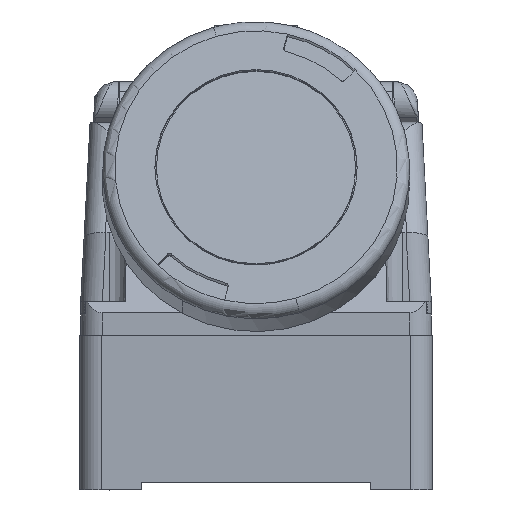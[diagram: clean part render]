
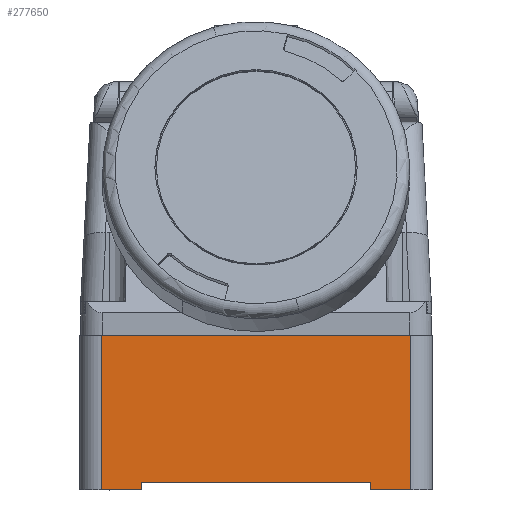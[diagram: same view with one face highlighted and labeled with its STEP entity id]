
A CAD part, front view. The second image highlights one B-rep face of the part: STEP entity #277650.
In plain terms, the highlighted face is planar.
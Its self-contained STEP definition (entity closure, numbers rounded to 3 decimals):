
#275130=CARTESIAN_POINT('',(-37.3,-50.,
-125.));
#275140=VERTEX_POINT('',#275130);
#275170=CARTESIAN_POINT('',(-37.3,-57.,
-125.));
#275180=DIRECTION('',(0.,1.,0.));
#275190=VECTOR('',#275180,1.);
#275200=LINE('',#275170,#275190);
#275210=CARTESIAN_POINT('',(-37.3,-37.,
-125.));
#275220=VERTEX_POINT('',#275210);
#275230=EDGE_CURVE('',#275140,#275220,#275200,.T.);
#276230=CARTESIAN_POINT('',(-34.8,-37.,
-125.));
#276240=DIRECTION('',(-1.,0.,
0.));
#276250=VECTOR('',#276240,1.);
#276260=LINE('',#276230,#276250);
#276270=CARTESIAN_POINT('',(-34.8,-37.,
-125.));
#276280=VERTEX_POINT('',#276270);
#276290=EDGE_CURVE('',#276280,#275220,#276260,.T.);
#277100=CARTESIAN_POINT('',(12.7,-50.,
-125.));
#277110=DIRECTION('',(0.,0.,
-1.));
#277120=DIRECTION('',(0.,1.,0.));
#277130=AXIS2_PLACEMENT_3D('',#277100,#277110,#277120);
#277140=PLANE('',#277130);
#277150=CARTESIAN_POINT('',(12.7,50.,
-125.));
#277160=DIRECTION('',(-1.,0.,
0.));
#277170=VECTOR('',#277160,1.);
#277180=LINE('',#277150,#277170);
#277190=CARTESIAN_POINT('',(12.7,50.,
-125.));
#277200=VERTEX_POINT('',#277190);
#277210=CARTESIAN_POINT('',(-37.3,50.,
-125.));
#277220=VERTEX_POINT('',#277210);
#277230=EDGE_CURVE('',#277200,#277220,#277180,.T.);
#277240=ORIENTED_EDGE('',*,*,#277230,.F.);
#277250=CARTESIAN_POINT('',(-37.3,57.,
-125.));
#277260=DIRECTION('',(0.,-1.,0.));
#277270=VECTOR('',#277260,1.);
#277280=LINE('',#277250,#277270);
#277290=CARTESIAN_POINT('',(-37.3,37.,
-125.));
#277300=VERTEX_POINT('',#277290);
#277310=EDGE_CURVE('',#277220,#277300,#277280,.T.);
#277320=ORIENTED_EDGE('',*,*,#277310,.F.);
#277330=CARTESIAN_POINT('',(-34.8,37.,
-125.));
#277340=DIRECTION('',(-1.,0.,
0.));
#277350=VECTOR('',#277340,1.);
#277360=LINE('',#277330,#277350);
#277370=CARTESIAN_POINT('',(-34.8,37.,
-125.));
#277380=VERTEX_POINT('',#277370);
#277390=EDGE_CURVE('',#277380,#277300,#277360,.T.);
#277400=ORIENTED_EDGE('',*,*,#277390,.T.);
#277410=CARTESIAN_POINT('',(-34.8,47.736,
-125.));
#277420=DIRECTION('',(0.,-1.,0.));
#277430=VECTOR('',#277420,1.);
#277440=LINE('',#277410,#277430);
#277450=EDGE_CURVE('',#277380,#276280,#277440,.T.);
#277460=ORIENTED_EDGE('',*,*,#277450,.F.);
#277470=ORIENTED_EDGE('',*,*,#276290,.F.);
#277480=ORIENTED_EDGE('',*,*,#275230,.T.);
#277490=CARTESIAN_POINT('',(12.7,-50.,
-125.));
#277500=DIRECTION('',(-1.,0.,
0.));
#277510=VECTOR('',#277500,1.);
#277520=LINE('',#277490,#277510);
#277530=CARTESIAN_POINT('',(12.7,-50.,
-125.));
#277540=VERTEX_POINT('',#277530);
#277550=EDGE_CURVE('',#277540,#275140,#277520,.T.);
#277560=ORIENTED_EDGE('',*,*,#277550,.T.);
#277570=CARTESIAN_POINT('',(12.7,47.736,
-125.));
#277580=DIRECTION('',(0.,-1.,0.));
#277590=VECTOR('',#277580,1.);
#277600=LINE('',#277570,#277590);
#277610=EDGE_CURVE('',#277200,#277540,#277600,.T.);
#277620=ORIENTED_EDGE('',*,*,#277610,.T.);
#277630=EDGE_LOOP('',(#277620,#277560,#277480,#277470,#277460,#277400,
#277320,#277240));
#277640=FACE_OUTER_BOUND('',#277630,.T.);
#277650=ADVANCED_FACE('',(#277640),#277140,.T.);
